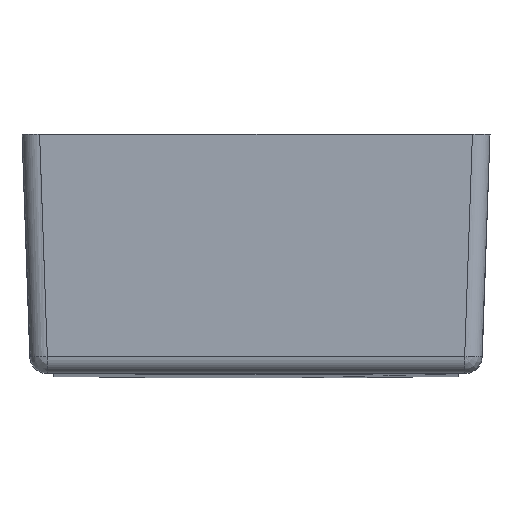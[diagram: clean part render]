
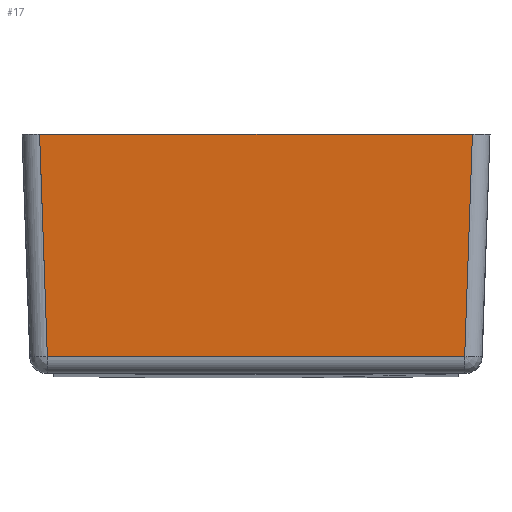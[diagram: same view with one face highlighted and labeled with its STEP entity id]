
A CAD part, left-side view. The second image highlights one B-rep face of the part: STEP entity #17.
In plain terms, the highlighted planar face has unit normal (-0.999, 0, -0.035).
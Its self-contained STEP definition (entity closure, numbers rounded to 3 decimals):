
#17=ADVANCED_FACE('',(#69),#726,.T.);
#69=FACE_OUTER_BOUND('',#118,.T.);
#118=EDGE_LOOP('',(#197,#198,#199,#200,#201,#202));
#197=ORIENTED_EDGE('',*,*,#410,.T.);
#198=ORIENTED_EDGE('',*,*,#412,.F.);
#199=ORIENTED_EDGE('',*,*,#401,.T.);
#200=ORIENTED_EDGE('',*,*,#411,.T.);
#201=ORIENTED_EDGE('',*,*,#409,.T.);
#202=ORIENTED_EDGE('',*,*,#408,.T.);
#401=EDGE_CURVE('',#651,#653,#561,.T.);
#408=EDGE_CURVE('',#657,#650,#566,.T.);
#409=EDGE_CURVE('',#656,#657,#567,.T.);
#410=EDGE_CURVE('',#650,#652,#568,.T.);
#411=EDGE_CURVE('',#653,#656,#569,.T.);
#412=EDGE_CURVE('',#651,#652,#570,.T.);
#561=B_SPLINE_CURVE_WITH_KNOTS('',1,(#1676,#1677),.UNSPECIFIED.,.F.,.F.,
(2,2),(0.,0.02),.UNSPECIFIED.);
#566=B_SPLINE_CURVE_WITH_KNOTS('',1,(#1703,#1704,#1705),.UNSPECIFIED.,.F.,
 .F.,(2,1,2),(-103.998,-26.805,-9.785),
 .UNSPECIFIED.);
#567=B_SPLINE_CURVE_WITH_KNOTS('',1,(#1706,#1707),.UNSPECIFIED.,.F.,.F.,
(2,2),(0.,237.21),.UNSPECIFIED.);
#568=B_SPLINE_CURVE_WITH_KNOTS('',1,(#1708,#1709),.UNSPECIFIED.,.F.,.F.,
(2,2),(285.352,285.371),.UNSPECIFIED.);
#569=B_SPLINE_CURVE_WITH_KNOTS('',1,(#1710,#1711,#1712),.UNSPECIFIED.,.F.,
 .F.,(2,1,2),(-103.528,-86.508,-9.314),
 .UNSPECIFIED.);
#570=B_SPLINE_CURVE_WITH_KNOTS('',1,(#1713,#1714),.UNSPECIFIED.,.F.,.F.,
(2,2),(-531.368,-285.371),.UNSPECIFIED.);
#650=VERTEX_POINT('',#1546);
#651=VERTEX_POINT('',#1547);
#652=VERTEX_POINT('',#1548);
#653=VERTEX_POINT('',#1549);
#656=VERTEX_POINT('',#1552);
#657=VERTEX_POINT('',#1553);
#726=PLANE('',#762);
#762=AXIS2_PLACEMENT_3D('',#810,#781,$);
#781=DIRECTION('',(-0.999,0.,-0.035));
#810=CARTESIAN_POINT('',(-253.574,187.727,11.143));
#1546=CARTESIAN_POINT('',(-258.011,-123.017,138.193));
#1547=CARTESIAN_POINT('',(-258.011,122.999,138.193));
#1548=CARTESIAN_POINT('',(-258.011,-122.999,138.193));
#1549=CARTESIAN_POINT('',(-258.011,123.017,138.193));
#1552=CARTESIAN_POINT('',(-253.599,118.605,11.844));
#1553=CARTESIAN_POINT('',(-253.599,-118.605,11.844));
#1676=CARTESIAN_POINT('',(-258.011,122.999,138.193));
#1677=CARTESIAN_POINT('',(-258.011,123.017,138.193));
#1703=CARTESIAN_POINT('',(-253.599,-118.605,11.844));
#1704=CARTESIAN_POINT('',(-257.214,-122.22,115.367));
#1705=CARTESIAN_POINT('',(-258.011,-123.017,138.193));
#1706=CARTESIAN_POINT('',(-253.599,118.605,11.844));
#1707=CARTESIAN_POINT('',(-253.599,-118.605,11.844));
#1708=CARTESIAN_POINT('',(-258.011,-123.017,138.193));
#1709=CARTESIAN_POINT('',(-258.011,-122.999,138.193));
#1710=CARTESIAN_POINT('',(-258.011,123.017,138.193));
#1711=CARTESIAN_POINT('',(-257.214,122.22,115.367));
#1712=CARTESIAN_POINT('',(-253.599,118.605,11.844));
#1713=CARTESIAN_POINT('',(-258.011,122.999,138.193));
#1714=CARTESIAN_POINT('',(-258.011,-122.999,138.193));
